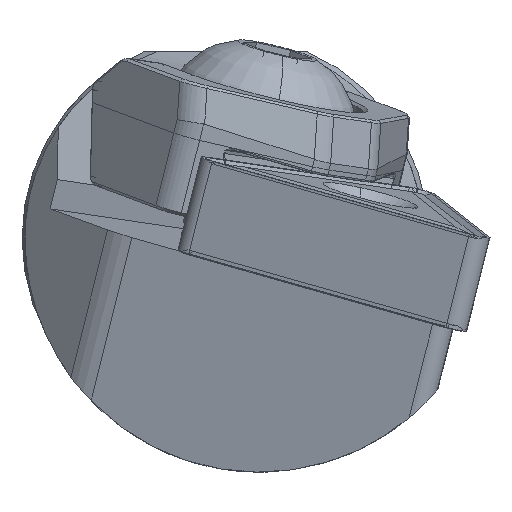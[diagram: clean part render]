
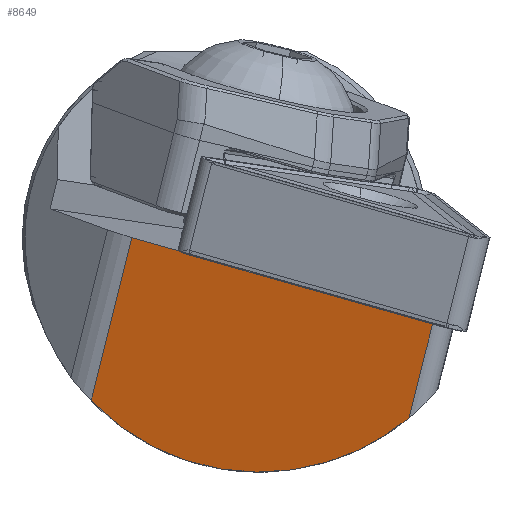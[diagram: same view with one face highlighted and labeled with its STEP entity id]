
A CAD part, left-side view. The second image highlights one B-rep face of the part: STEP entity #8649.
In plain terms, the highlighted planar face has unit normal (-0.951, 0.307, -0.026).
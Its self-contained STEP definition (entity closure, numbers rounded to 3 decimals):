
#244 = ORIENTED_EDGE ( 'NONE', *, *, #3423, .T. ) ;
#366 = DIRECTION ( 'NONE',  ( 0., -0.086, -0.996 ) ) ;
#616 = DIRECTION ( 'NONE',  ( -0.105, -0.241, 0.965 ) ) ;
#870 = CARTESIAN_POINT ( 'NONE',  ( -178.215, 35.835, -12.199 ) ) ;
#1224 = CARTESIAN_POINT ( 'NONE',  ( -143.236, 116.347, -335.115 ) ) ;
#1282 = DIRECTION ( 'NONE',  ( 0.29, 0.921, 0.261 ) ) ;
#1403 = CARTESIAN_POINT ( 'NONE',  ( -147.899, 101.556, -339.308 ) ) ;
#2096 = CARTESIAN_POINT ( 'NONE',  ( -179.085, 33.832, -4.165 ) ) ;
#2308 = FACE_OUTER_BOUND ( 'NONE', #4490, .T. ) ;
#2711 = VECTOR ( 'NONE', #1282, 1000. ) ;
#3392 = ORIENTED_EDGE ( 'NONE', *, *, #9933, .T. ) ;
#3423 = EDGE_CURVE ( 'NONE', #6133, #7512, #6824, .T. ) ;
#3552 = EDGE_CURVE ( 'NONE', #5444, #6133, #5352, .T. ) ;
#3553 = AXIS2_PLACEMENT_3D ( 'NONE', #1224, #5010, #366 ) ;
#4424 = DIRECTION ( 'NONE',  ( -0.105, -0.241, 0.965 ) ) ;
#4490 = EDGE_LOOP ( 'NONE', ( #10015, #244, #5208, #3392 ) ) ;
#5010 = DIRECTION ( 'NONE',  ( 0.951, -0.307, 0.026 ) ) ;
#5208 = ORIENTED_EDGE ( 'NONE', *, *, #9679, .F. ) ;
#5272 = CARTESIAN_POINT ( 'NONE',  ( -183.748, 19.041, -8.358 ) ) ;
#5352 = LINE ( 'NONE', #1403, #8400 ) ;
#5444 = VERTEX_POINT ( 'NONE', #9746 ) ;
#5872 = PLANE ( 'NONE',  #3553 ) ;
#6133 = VERTEX_POINT ( 'NONE', #5272 ) ;
#6201 = CARTESIAN_POINT ( 'NONE',  ( -181.556, 25.076, -17.092 ) ) ;
#6768 = LINE ( 'NONE', #7530, #9067 ) ;
#6824 = LINE ( 'NONE', #2096, #2711 ) ;
#7512 = VERTEX_POINT ( 'NONE', #8951 ) ;
#7530 = CARTESIAN_POINT ( 'NONE',  ( -143.236, 116.347, -335.115 ) ) ;
#7542 = CARTESIAN_POINT ( 'NONE',  ( -178.215, 35.835, -12.199 ) ) ;
#7720 = VERTEX_POINT ( 'NONE', #7542 ) ;
#8400 = VECTOR ( 'NONE', #616, 1000. ) ;
#8630 = CARTESIAN_POINT ( 'NONE',  ( -179.516, 31.416, -16.758 ) ) ;
#8649 = ADVANCED_FACE ( 'NONE', ( #2308 ), #5872, .F. ) ;
#8951 = CARTESIAN_POINT ( 'NONE',  ( -179.085, 33.832, -4.165 ) ) ;
#9067 = VECTOR ( 'NONE', #4424, 1000. ) ;
#9218 =( BOUNDED_CURVE ( )  B_SPLINE_CURVE ( 3, ( #870, #8630, #6201, #9396 ),
 .UNSPECIFIED., .F., .F. ) 
 B_SPLINE_CURVE_WITH_KNOTS ( ( 4, 4 ),
 ( 3.826, 5.323 ),
 .UNSPECIFIED. ) 
 CURVE ( )  GEOMETRIC_REPRESENTATION_ITEM ( )  RATIONAL_B_SPLINE_CURVE ( ( 1., 0.822, 0.822, 1. ) ) 
 REPRESENTATION_ITEM ( '' )  );
#9396 = CARTESIAN_POINT ( 'NONE',  ( -183.243, 20.203, -13.022 ) ) ;
#9679 = EDGE_CURVE ( 'NONE', #7720, #7512, #6768, .T. ) ;
#9746 = CARTESIAN_POINT ( 'NONE',  ( -183.243, 20.203, -13.022 ) ) ;
#9933 = EDGE_CURVE ( 'NONE', #7720, #5444, #9218, .T. ) ;
#10015 = ORIENTED_EDGE ( 'NONE', *, *, #3552, .T. ) ;
